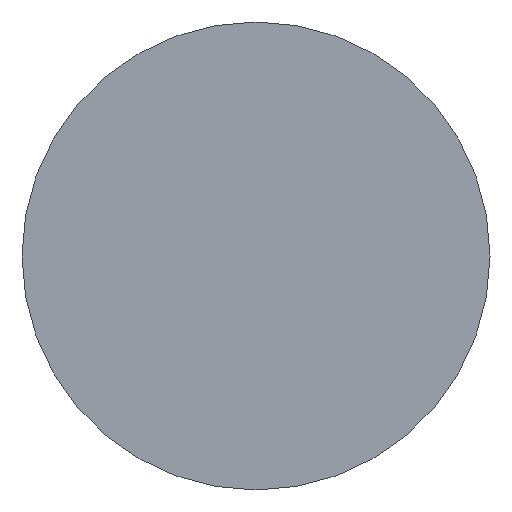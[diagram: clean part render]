
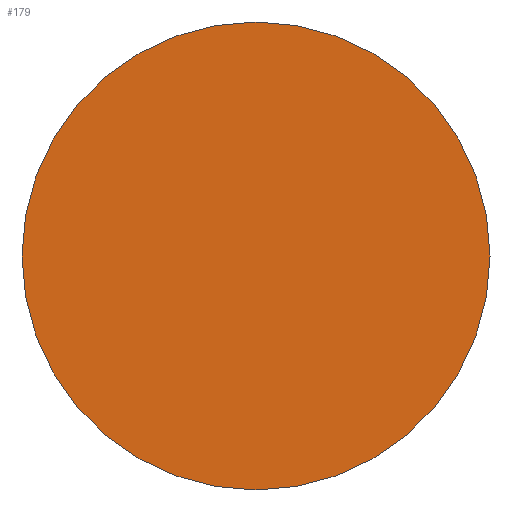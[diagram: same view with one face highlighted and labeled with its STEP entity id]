
A CAD part, left-side view. The second image highlights one B-rep face of the part: STEP entity #179.
In plain terms, the highlighted planar face has unit normal (-1, 0, 0).
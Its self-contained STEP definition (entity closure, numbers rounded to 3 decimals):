
#3 = CARTESIAN_POINT ( 'NONE',  ( 47.702, 28.478, 0. ) ) ;
#5 = DIRECTION ( 'NONE',  ( -1., 0., 0. ) ) ;
#19 = AXIS2_PLACEMENT_3D ( 'NONE', #107, #173, #89 ) ;
#20 = DIRECTION ( 'NONE',  ( -1., 0., 0. ) ) ;
#32 = CARTESIAN_POINT ( 'NONE',  ( 47.702, 28.478, 0. ) ) ;
#35 = DIRECTION ( 'NONE',  ( 0., 0., 1. ) ) ;
#53 = CIRCLE ( 'NONE', #122, 5. ) ;
#64 = FACE_OUTER_BOUND ( 'NONE', #114, .T. ) ;
#65 = CIRCLE ( 'NONE', #138, 5. ) ;
#74 = DIRECTION ( 'NONE',  ( 0., 0., 1. ) ) ;
#85 = VERTEX_POINT ( 'NONE', #163 ) ;
#89 = DIRECTION ( 'NONE',  ( 0., 0., -1. ) ) ;
#93 = PLANE ( 'NONE',  #19 ) ;
#107 = CARTESIAN_POINT ( 'NONE',  ( 47.702, 28.478, 0. ) ) ;
#113 = ORIENTED_EDGE ( 'NONE', *, *, #156, .T. ) ;
#114 = EDGE_LOOP ( 'NONE', ( #113, #157 ) ) ;
#118 = EDGE_CURVE ( 'NONE', #85, #148, #65, .T. ) ;
#122 = AXIS2_PLACEMENT_3D ( 'NONE', #32, #5, #74 ) ;
#138 = AXIS2_PLACEMENT_3D ( 'NONE', #3, #20, #35 ) ;
#148 = VERTEX_POINT ( 'NONE', #164 ) ;
#156 = EDGE_CURVE ( 'NONE', #148, #85, #53, .T. ) ;
#157 = ORIENTED_EDGE ( 'NONE', *, *, #118, .T. ) ;
#163 = CARTESIAN_POINT ( 'NONE',  ( 47.702, 28.478, -5. ) ) ;
#164 = CARTESIAN_POINT ( 'NONE',  ( 47.702, 28.478, 5. ) ) ;
#173 = DIRECTION ( 'NONE',  ( 1., 0., 0. ) ) ;
#179 = ADVANCED_FACE ( 'NONE', ( #64 ), #93, .F. ) ;
